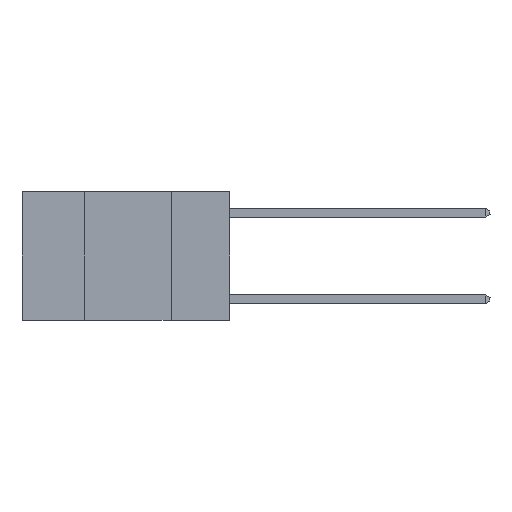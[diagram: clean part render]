
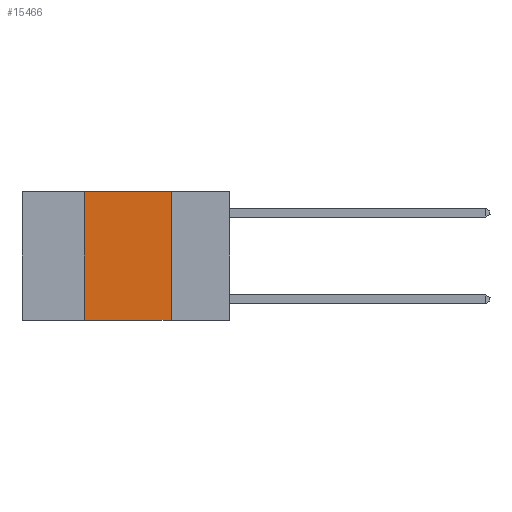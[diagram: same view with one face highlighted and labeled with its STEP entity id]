
A CAD part, left-side view. The second image highlights one B-rep face of the part: STEP entity #15466.
In plain terms, the highlighted planar face has unit normal (-1, 0, 0).
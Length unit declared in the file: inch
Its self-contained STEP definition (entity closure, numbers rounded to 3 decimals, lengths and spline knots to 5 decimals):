
#1126 = VERTEX_POINT ( 'NONE', #16324 ) ;
#2306 = ORIENTED_EDGE ( 'NONE', *, *, #7193, .F. ) ;
#2431 = DIRECTION ( 'NONE',  ( 0., 0., 1. ) ) ;
#3663 = FACE_OUTER_BOUND ( 'NONE', #4115, .T. ) ;
#4115 = EDGE_LOOP ( 'NONE', ( #7054, #18767, #2306, #21447 ) ) ;
#5384 = LINE ( 'NONE', #7587, #11842 ) ;
#7054 = ORIENTED_EDGE ( 'NONE', *, *, #19859, .F. ) ;
#7193 = EDGE_CURVE ( 'NONE', #10383, #9381, #19965, .T. ) ;
#7587 = CARTESIAN_POINT ( 'NONE',  ( 0., 0.6, 0. ) ) ;
#8311 = EDGE_CURVE ( 'NONE', #10383, #1126, #9621, .T. ) ;
#8387 = VERTEX_POINT ( 'NONE', #17419 ) ;
#8489 = LINE ( 'NONE', #12774, #24376 ) ;
#9370 = DIRECTION ( 'NONE',  ( 0., -1., 0. ) ) ;
#9381 = VERTEX_POINT ( 'NONE', #14352 ) ;
#9621 = LINE ( 'NONE', #19604, #14866 ) ;
#10119 = CARTESIAN_POINT ( 'NONE',  ( 0., 0.42, 0. ) ) ;
#10383 = VERTEX_POINT ( 'NONE', #19554 ) ;
#10575 = DIRECTION ( 'NONE',  ( 0., 0., -1. ) ) ;
#11634 = DIRECTION ( 'NONE',  ( 0., 0., -1. ) ) ;
#11842 = VECTOR ( 'NONE', #13305, 39.37008 ) ;
#12774 = CARTESIAN_POINT ( 'NONE',  ( 0., 0.17, 0. ) ) ;
#13305 = DIRECTION ( 'NONE',  ( 0., -1., 0. ) ) ;
#13435 = PLANE ( 'NONE',  #24515 ) ;
#14352 = CARTESIAN_POINT ( 'NONE',  ( 0., 0.42, 0. ) ) ;
#14866 = VECTOR ( 'NONE', #9370, 39.37008 ) ;
#15466 = ADVANCED_FACE ( 'NONE', ( #3663 ), #13435, .F. ) ;
#16324 = CARTESIAN_POINT ( 'NONE',  ( 0., 0.17, -0.37 ) ) ;
#16785 = EDGE_CURVE ( 'NONE', #9381, #8387, #5384, .T. ) ;
#17419 = CARTESIAN_POINT ( 'NONE',  ( 0., 0.17, 0. ) ) ;
#17465 = DIRECTION ( 'NONE',  ( 1., 0., 0. ) ) ;
#18767 = ORIENTED_EDGE ( 'NONE', *, *, #16785, .F. ) ;
#19554 = CARTESIAN_POINT ( 'NONE',  ( 0., 0.42, -0.37 ) ) ;
#19604 = CARTESIAN_POINT ( 'NONE',  ( 0., 0.6, -0.37 ) ) ;
#19859 = EDGE_CURVE ( 'NONE', #8387, #1126, #8489, .T. ) ;
#19965 = LINE ( 'NONE', #10119, #21824 ) ;
#21317 = CARTESIAN_POINT ( 'NONE',  ( 0., 0.6, 0. ) ) ;
#21447 = ORIENTED_EDGE ( 'NONE', *, *, #8311, .T. ) ;
#21824 = VECTOR ( 'NONE', #2431, 39.37008 ) ;
#24376 = VECTOR ( 'NONE', #10575, 39.37008 ) ;
#24515 = AXIS2_PLACEMENT_3D ( 'NONE', #21317, #17465, #11634 ) ;
